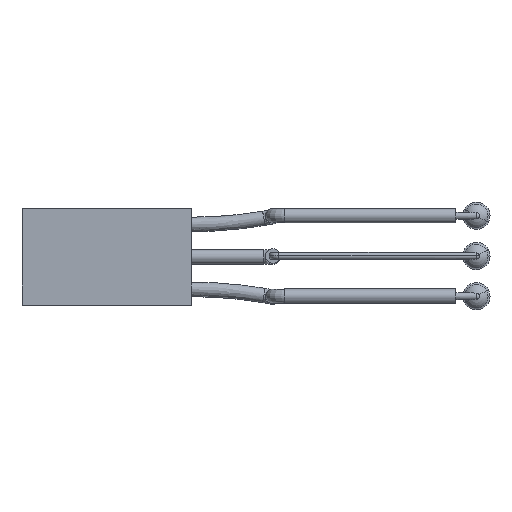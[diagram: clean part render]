
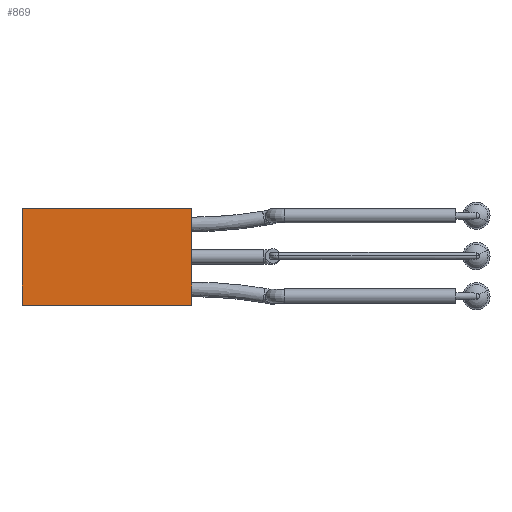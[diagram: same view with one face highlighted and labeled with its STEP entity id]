
A CAD part, top view. The second image highlights one B-rep face of the part: STEP entity #869.
In plain terms, the highlighted planar face has unit normal (0, 0, 1).
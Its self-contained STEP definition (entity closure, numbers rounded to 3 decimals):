
#729=CARTESIAN_POINT('Vertex',(16.89,-16.,-17.143)) ;
#732=CARTESIAN_POINT('Line Origine',(16.89,-20.,-17.143)) ;
#736=CARTESIAN_POINT('Vertex',(16.89,-24.,-17.143)) ;
#831=CARTESIAN_POINT('Vertex',(2.815,-16.,-17.143)) ;
#834=CARTESIAN_POINT('Line Origine',(9.853,-16.,-17.143)) ;
#846=CARTESIAN_POINT('Axis2P3D Location',(0.,0.,-17.143)) ;
#851=CARTESIAN_POINT('Line Origine',(2.815,-20.,-17.143)) ;
#855=CARTESIAN_POINT('Vertex',(2.815,-24.,-17.143)) ;
#858=CARTESIAN_POINT('Line Origine',(9.853,-24.,-17.143)) ;
#733=DIRECTION('Vector Direction',(0.,-1.,0.)) ;
#835=DIRECTION('Vector Direction',(1.,0.,0.)) ;
#847=DIRECTION('Axis2P3D Direction',(0.,0.,1.)) ;
#848=DIRECTION('Axis2P3D XDirection',(1.,0.,0.)) ;
#852=DIRECTION('Vector Direction',(0.,1.,0.)) ;
#859=DIRECTION('Vector Direction',(-1.,0.,0.)) ;
#849=AXIS2_PLACEMENT_3D('Plane Axis2P3D',#846,#847,#848) ;
#864=ORIENTED_EDGE('',*,*,#838,.T.) ;
#865=ORIENTED_EDGE('',*,*,#857,.T.) ;
#866=ORIENTED_EDGE('',*,*,#862,.T.) ;
#867=ORIENTED_EDGE('',*,*,#738,.T.) ;
#734=VECTOR('Line Direction',#733,1.) ;
#836=VECTOR('Line Direction',#835,1.) ;
#853=VECTOR('Line Direction',#852,1.) ;
#860=VECTOR('Line Direction',#859,1.) ;
#869=ADVANCED_FACE('Wires2',(#868),#850,.T.) ;
#738=EDGE_CURVE('',#737,#730,#735,.F.) ;
#838=EDGE_CURVE('',#730,#832,#837,.F.) ;
#857=EDGE_CURVE('',#832,#856,#854,.F.) ;
#862=EDGE_CURVE('',#856,#737,#861,.F.) ;
#863=EDGE_LOOP('',(#864,#865,#866,#867)) ;
#868=FACE_OUTER_BOUND('',#863,.T.) ;
#735=LINE('Line',#732,#734) ;
#837=LINE('Line',#834,#836) ;
#854=LINE('Line',#851,#853) ;
#861=LINE('Line',#858,#860) ;
#850=PLANE('',#849) ;
#730=VERTEX_POINT('',#729) ;
#737=VERTEX_POINT('',#736) ;
#832=VERTEX_POINT('',#831) ;
#856=VERTEX_POINT('',#855) ;
